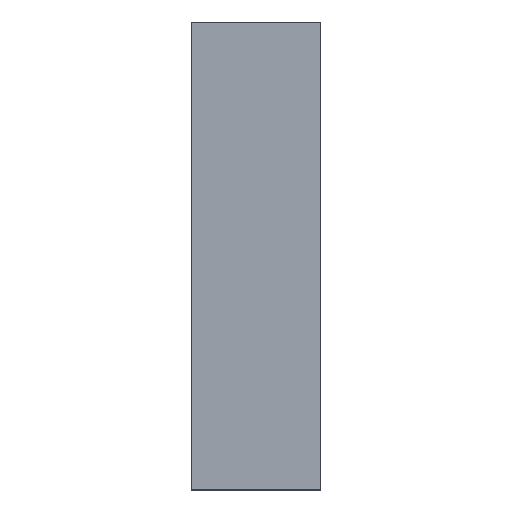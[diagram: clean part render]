
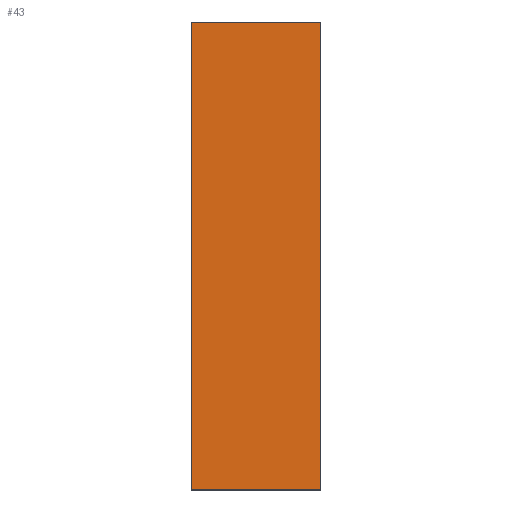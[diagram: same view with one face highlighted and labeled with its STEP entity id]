
A CAD part, top view. The second image highlights one B-rep face of the part: STEP entity #43.
In plain terms, the highlighted planar face has unit normal (0, 0, 1).
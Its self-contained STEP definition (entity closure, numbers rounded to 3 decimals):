
#1 = ORIENTED_EDGE ( 'NONE', *, *, #113, .T. ) ;
#2 = VECTOR ( 'NONE', #149, 1000. ) ;
#17 = LINE ( 'NONE', #228, #2 ) ;
#19 = DIRECTION ( 'NONE',  ( 1., 0., 0. ) ) ;
#20 = ORIENTED_EDGE ( 'NONE', *, *, #26, .T. ) ;
#22 = CARTESIAN_POINT ( 'NONE',  ( 0., 0., 6. ) ) ;
#26 = EDGE_CURVE ( 'NONE', #210, #27, #17, .T. ) ;
#27 = VERTEX_POINT ( 'NONE', #111 ) ;
#30 = VECTOR ( 'NONE', #130, 1000. ) ;
#34 = VERTEX_POINT ( 'NONE', #169 ) ;
#37 = CARTESIAN_POINT ( 'NONE',  ( 25., -90., 6. ) ) ;
#38 = PLANE ( 'NONE',  #187 ) ;
#39 = LINE ( 'NONE', #226, #161 ) ;
#43 = ADVANCED_FACE ( 'NONE', ( #235 ), #38, .T. ) ;
#46 = EDGE_LOOP ( 'NONE', ( #1, #203, #218, #20 ) ) ;
#48 = EDGE_CURVE ( 'NONE', #34, #118, #62, .T. ) ;
#62 = LINE ( 'NONE', #37, #109 ) ;
#75 = DIRECTION ( 'NONE',  ( 1., 0., 0. ) ) ;
#109 = VECTOR ( 'NONE', #19, 1000. ) ;
#111 = CARTESIAN_POINT ( 'NONE',  ( -25., 90., 6. ) ) ;
#113 = EDGE_CURVE ( 'NONE', #27, #34, #39, .T. ) ;
#118 = VERTEX_POINT ( 'NONE', #177 ) ;
#126 = LINE ( 'NONE', #194, #30 ) ;
#129 = DIRECTION ( 'NONE',  ( 0., -1., 0. ) ) ;
#130 = DIRECTION ( 'NONE',  ( 0., 1., 0. ) ) ;
#135 = EDGE_CURVE ( 'NONE', #118, #210, #126, .T. ) ;
#149 = DIRECTION ( 'NONE',  ( -1., 0., 0. ) ) ;
#150 = DIRECTION ( 'NONE',  ( 0., 0., 1. ) ) ;
#161 = VECTOR ( 'NONE', #129, 1000. ) ;
#169 = CARTESIAN_POINT ( 'NONE',  ( -25., -90., 6. ) ) ;
#177 = CARTESIAN_POINT ( 'NONE',  ( 25., -90., 6. ) ) ;
#187 = AXIS2_PLACEMENT_3D ( 'NONE', #22, #150, #75 ) ;
#194 = CARTESIAN_POINT ( 'NONE',  ( 25., -90., 6. ) ) ;
#203 = ORIENTED_EDGE ( 'NONE', *, *, #48, .T. ) ;
#210 = VERTEX_POINT ( 'NONE', #217 ) ;
#217 = CARTESIAN_POINT ( 'NONE',  ( 25., 90., 6. ) ) ;
#218 = ORIENTED_EDGE ( 'NONE', *, *, #135, .T. ) ;
#226 = CARTESIAN_POINT ( 'NONE',  ( -25., -90., 6. ) ) ;
#228 = CARTESIAN_POINT ( 'NONE',  ( 25., 90., 6. ) ) ;
#235 = FACE_OUTER_BOUND ( 'NONE', #46, .T. ) ;
